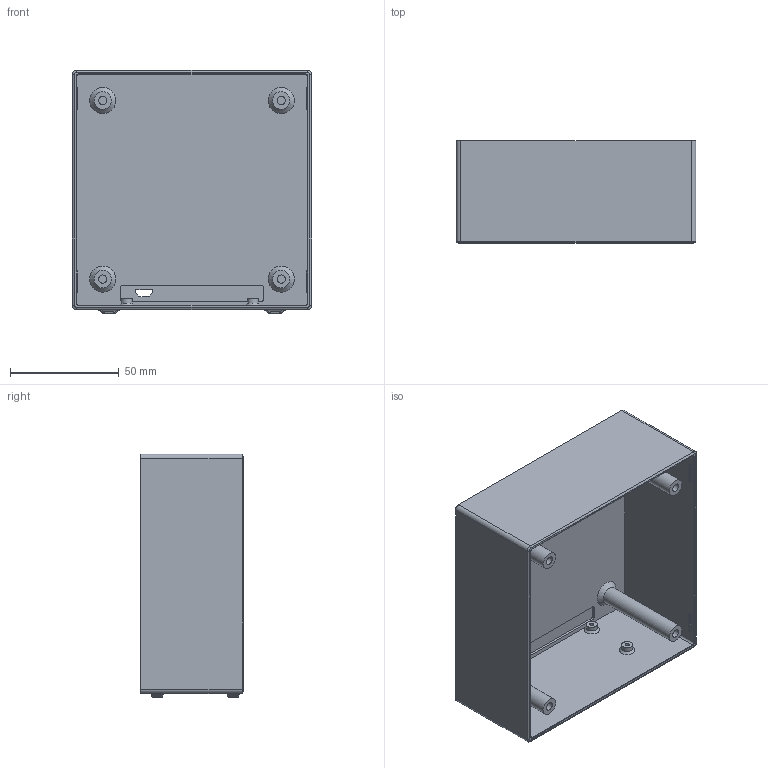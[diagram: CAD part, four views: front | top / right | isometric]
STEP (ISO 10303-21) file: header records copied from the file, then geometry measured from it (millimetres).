
FILE_DESCRIPTION(/* description */ (''),/* implementation_level */ '2;1');
FILE_NAME(/* name */ 'Body.step',/* time_stamp */ '2026-02-28T15:48:07+01:00',/* author */ (''),/* organization */ (''),/* preprocessor_version */ 'ST-DEVELOPER v20.1',/* originating_system */ 'Autodesk Translation Framework v14.24.0.0',/* authorisation */ '');
FILE_SCHEMA (('AUTOMOTIVE_DESIGN { 1 0 10303 214 3 1 1 }'));
Length unit declared in the file: millimetre
Products named in the file (1): Body
Bounding box: 110 x 47 x 112 mm (x, y, z)
Volume: 70141.1 mm3; surface area: 70527 mm2
Topology: 1 solids, 1 shells, 230 faces, 506 edges, 302 vertices
Faces by surface type: cylinder 92, plane 78, bspline 24, cone 16, sphere 16, torus 4
Full cylindrical faces by diameter (mm): 1.9 x4, 3.8 x4, 5 x4, 8 x4
Entity records: 6871 total; most frequent: CARTESIAN_POINT 1717, DIRECTION 1134, ORIENTED_EDGE 1012, EDGE_CURVE 506, AXIS2_PLACEMENT_3D 441, VERTEX_POINT 302, EDGE_LOOP 256, LINE 252
